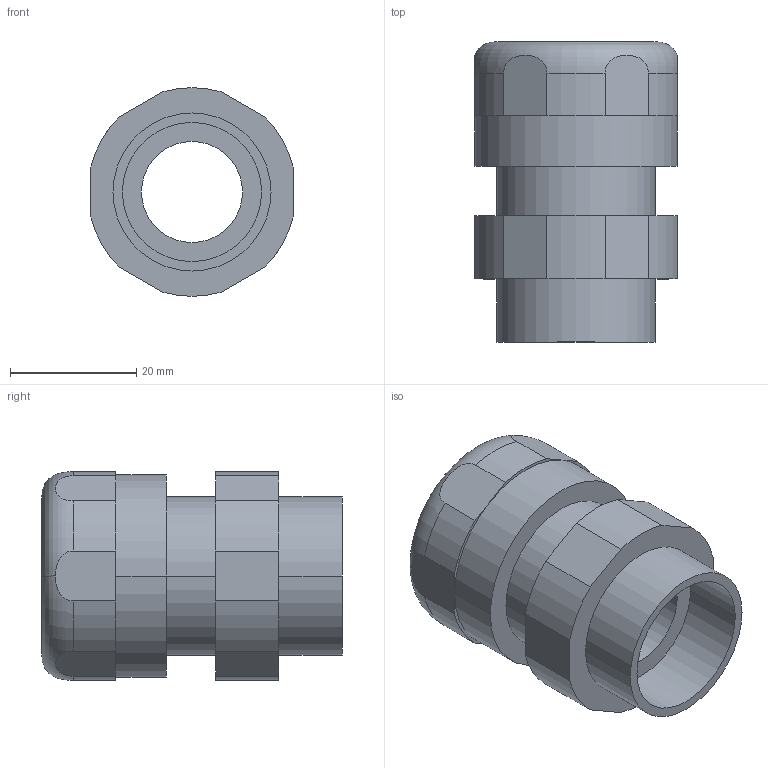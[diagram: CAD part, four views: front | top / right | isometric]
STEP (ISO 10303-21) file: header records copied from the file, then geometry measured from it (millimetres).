
FILE_DESCRIPTION((''),'2;1');
FILE_NAME('25_ASM','2021-05-12T',('marketing.praksa'),('Audax d.o.o.'),'CREO PARAMETRIC BY PTC INC, 2017480','CREO PARAMETRIC BY PTC INC, 2017480','');
FILE_SCHEMA(('AUTOMOTIVE_DESIGN { 1 0 10303 214 1 1 1 1 }'));
Products named in the file (3): PRT0002; 25-WL; 25_ASM
Assembly tree (2 placements, depth 2):
  25_ASM
    PRT0002
    25-WL
Bounding box: 32.04 x 47.5 x 33 mm (x, y, z)
Volume: 21781.1 mm3; surface area: 8877.3 mm2
Topology: 4 solids, 4 shells, 148 faces, 400 edges, 268 vertices
Faces by surface type: plane 76, cylinder 70, revolution 2
Entity records: 7486 total; most frequent: CARTESIAN_POINT 1155, ORIENTED_EDGE 800, DIRECTION 788, PRESENTATION_STYLE_ASSIGNMENT 554, STYLED_ITEM 554, CURVE_STYLE 402, EDGE_CURVE 400, AXIS2_PLACEMENT_3D 271
